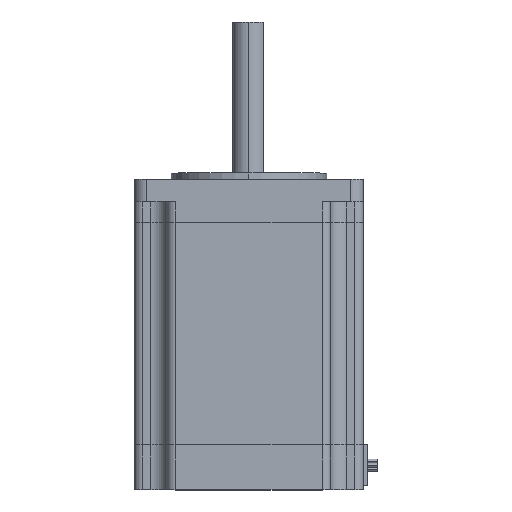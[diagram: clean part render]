
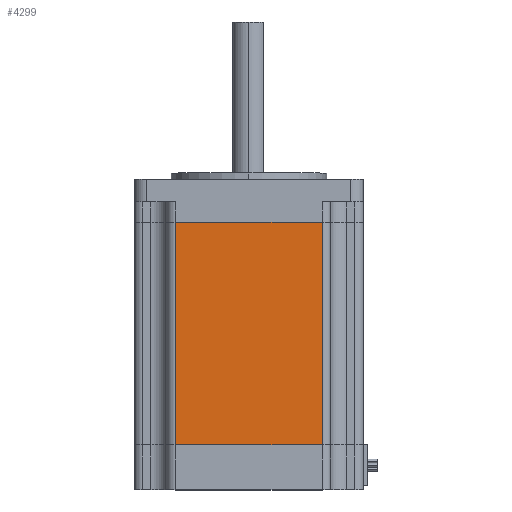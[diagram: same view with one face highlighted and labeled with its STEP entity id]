
A CAD part, top view. The second image highlights one B-rep face of the part: STEP entity #4299.
In plain terms, the highlighted planar face has unit normal (0, 0, 1).
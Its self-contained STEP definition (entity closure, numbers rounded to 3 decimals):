
#27 = CARTESIAN_POINT ( 'NONE',  ( -2., 54.5, 56. ) ) ;
#273 = DIRECTION ( 'NONE',  ( 0., -1., 0. ) ) ;
#687 = DIRECTION ( 'NONE',  ( 0., -1., 0. ) ) ;
#708 = EDGE_CURVE ( 'NONE', #4880, #3920, #4989, .T. ) ;
#918 = PLANE ( 'NONE',  #2344 ) ;
#1254 = DIRECTION ( 'NONE',  ( 0., 0., -1. ) ) ;
#2066 = ORIENTED_EDGE ( 'NONE', *, *, #5070, .F. ) ;
#2226 = ORIENTED_EDGE ( 'NONE', *, *, #3514, .F. ) ;
#2344 = AXIS2_PLACEMENT_3D ( 'NONE', #27, #1254, #2643 ) ;
#2438 = EDGE_CURVE ( 'NONE', #4161, #4880, #2530, .T. ) ;
#2530 = LINE ( 'NONE', #3443, #4572 ) ;
#2567 = VERTEX_POINT ( 'NONE', #5919 ) ;
#2643 = DIRECTION ( 'NONE',  ( -1., 0., 0. ) ) ;
#2996 = ORIENTED_EDGE ( 'NONE', *, *, #2438, .T. ) ;
#3149 = CARTESIAN_POINT ( 'NONE',  ( -2., 54.5, 56. ) ) ;
#3443 = CARTESIAN_POINT ( 'NONE',  ( -38., 54.5, 56. ) ) ;
#3514 = EDGE_CURVE ( 'NONE', #4161, #2567, #5927, .T. ) ;
#3920 = VERTEX_POINT ( 'NONE', #5106 ) ;
#3955 = CARTESIAN_POINT ( 'NONE',  ( -2., 54.5, 56. ) ) ;
#4022 = DIRECTION ( 'NONE',  ( 1., 0., 0. ) ) ;
#4074 = VECTOR ( 'NONE', #4022, 1000. ) ;
#4161 = VERTEX_POINT ( 'NONE', #4436 ) ;
#4294 = VECTOR ( 'NONE', #5881, 1000. ) ;
#4299 = ADVANCED_FACE ( 'NONE', ( #4590 ), #918, .F. ) ;
#4436 = CARTESIAN_POINT ( 'NONE',  ( -38., 54.5, 56. ) ) ;
#4554 = CARTESIAN_POINT ( 'NONE',  ( -2., 0., 56. ) ) ;
#4572 = VECTOR ( 'NONE', #687, 1000. ) ;
#4590 = FACE_OUTER_BOUND ( 'NONE', #5303, .T. ) ;
#4880 = VERTEX_POINT ( 'NONE', #5115 ) ;
#4989 = LINE ( 'NONE', #4554, #4294 ) ;
#5070 = EDGE_CURVE ( 'NONE', #2567, #3920, #5802, .T. ) ;
#5106 = CARTESIAN_POINT ( 'NONE',  ( -2., 0., 56. ) ) ;
#5115 = CARTESIAN_POINT ( 'NONE',  ( -38., 0., 56. ) ) ;
#5192 = VECTOR ( 'NONE', #273, 1000. ) ;
#5301 = ORIENTED_EDGE ( 'NONE', *, *, #708, .T. ) ;
#5303 = EDGE_LOOP ( 'NONE', ( #5301, #2066, #2226, #2996 ) ) ;
#5802 = LINE ( 'NONE', #3955, #5192 ) ;
#5881 = DIRECTION ( 'NONE',  ( 1., 0., 0. ) ) ;
#5919 = CARTESIAN_POINT ( 'NONE',  ( -2., 54.5, 56. ) ) ;
#5927 = LINE ( 'NONE', #3149, #4074 ) ;
